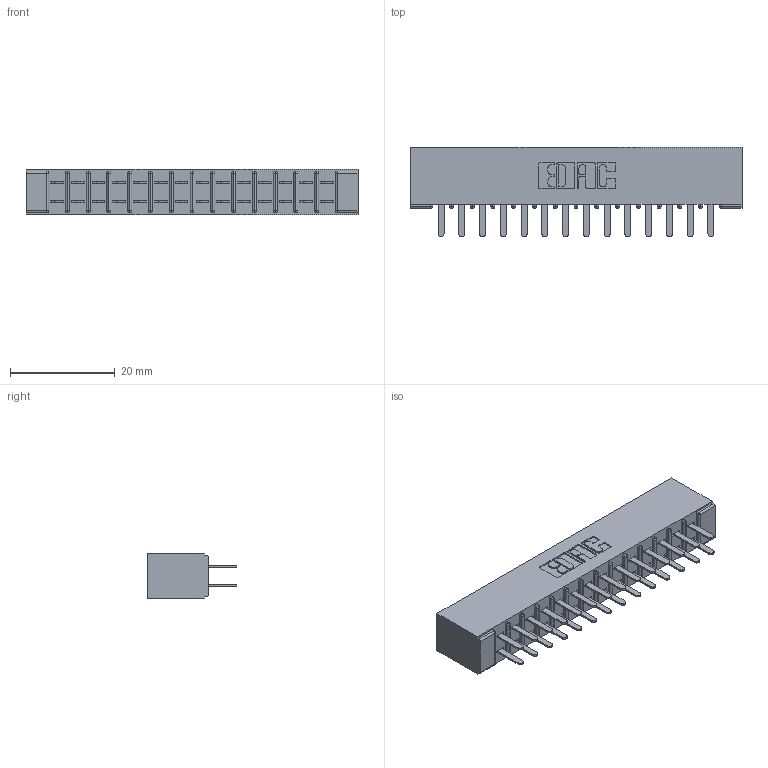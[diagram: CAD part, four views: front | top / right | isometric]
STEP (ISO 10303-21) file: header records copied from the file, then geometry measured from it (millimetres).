
FILE_DESCRIPTION (( 'STEP AP203' ), '1' );
FILE_NAME ('305-028-520-201.STEP', '2019-09-09T15:33:50', ( '' ), ( '' ), 'SwSTEP 2.0', 'SolidWorks 2016', '' );
FILE_SCHEMA (( 'CONFIG_CONTROL_DESIGN' ));
Length unit declared in the file: inch
Products named in the file (3): 305-028-520-201; 305-290-001_520; 305 Part_No Mounting
Assembly tree (29 placements, depth 2):
  305-028-520-201
    305 Part_No Mounting
    305-290-001_520  x28
Bounding box: 63.35 x 17.09 x 8.71 mm (x, y, z)
Volume: 4169.5 mm3; surface area: 8000.3 mm2
Topology: 29 solids, 29 shells, 1396 faces, 3974 edges, 2572 vertices
Faces by surface type: plane 820, cylinder 520, sphere 56
Entity records: 18169 total; most frequent: CARTESIAN_POINT 3004, ORIENTED_EDGE 2976, DIRECTION 2926, EDGE_CURVE 1488, VECTOR 1178, LINE 1178, VERTEX_POINT 952, AXIS2_PLACEMENT_3D 874
